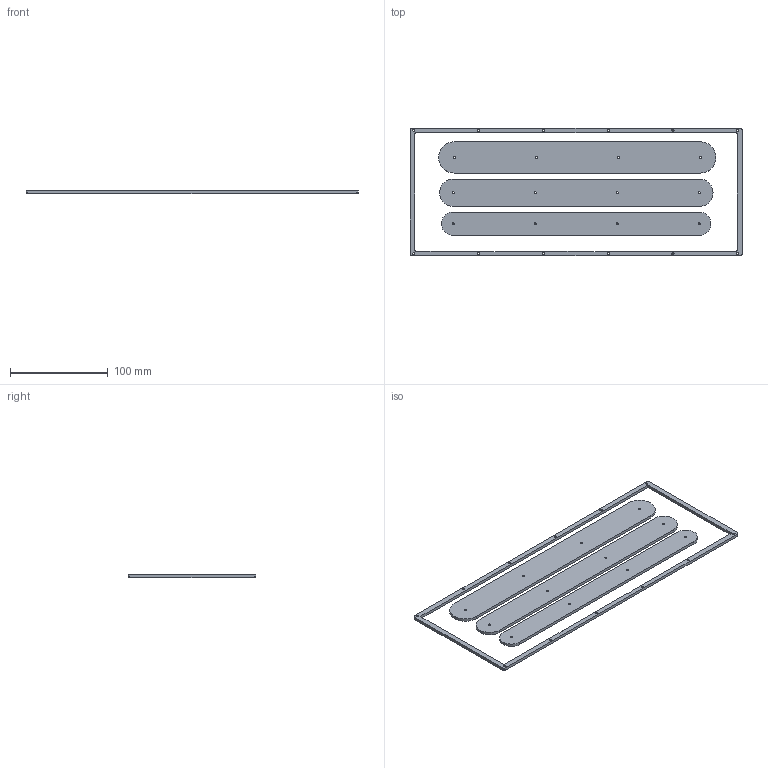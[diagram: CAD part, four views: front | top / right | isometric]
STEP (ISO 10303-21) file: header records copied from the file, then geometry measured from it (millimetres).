
FILE_DESCRIPTION(/* description */ (''),/* implementation_level */ '2;1');
FILE_NAME(/* name */ 'closedlayer-f2-f4.stp',/* time_stamp */ '2024-09-25T20:16:28-04:00',/* author */ ('Moe'),/* organization */ (''),/* preprocessor_version */ 'ST-DEVELOPER v20',/* originating_system */ 'Autodesk Inventor 2024',/* authorisation */ '');
FILE_SCHEMA (('AUTOMOTIVE_DESIGN { 1 0 10303 214 3 1 1 }'));
Length unit declared in the file: millimetre
Products named in the file (5): closedlayer-f2-f4; closed_liner; foot2; foot1; foot3
Assembly tree (4 placements, depth 2):
  closedlayer-f2-f4
    closed_liner
    foot2
    foot1
    foot3
Bounding box: 340 x 131 x 3.8 mm (x, y, z)
Volume: 82660.7 mm3; surface area: 66459.7 mm2
Topology: 4 solids, 4 shells, 108 faces, 300 edges, 204 vertices
Faces by surface type: plane 74, cylinder 34
Full cylindrical faces by diameter (mm): 2.2 x24
Entity records: 3767 total; most frequent: CARTESIAN_POINT 621, DIRECTION 602, ORIENTED_EDGE 600, EDGE_CURVE 300, LINE 232, VECTOR 232, VERTEX_POINT 200, AXIS2_PLACEMENT_3D 185
